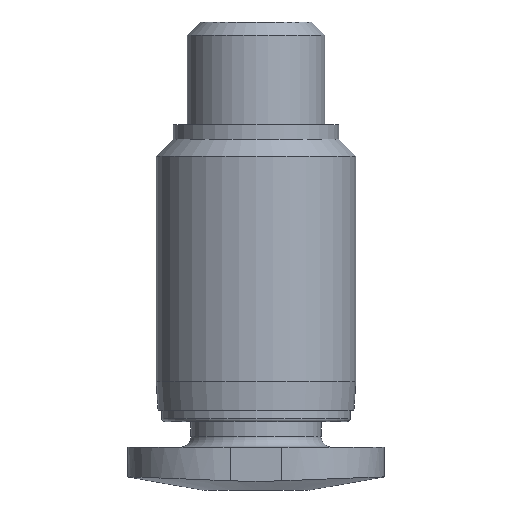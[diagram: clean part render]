
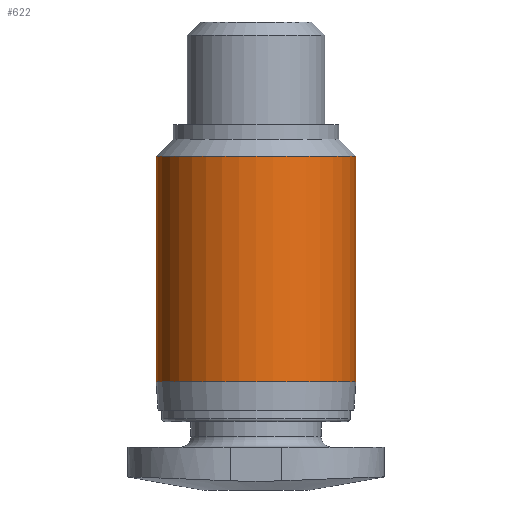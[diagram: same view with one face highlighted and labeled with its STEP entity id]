
A CAD part, front view. The second image highlights one B-rep face of the part: STEP entity #622.
In plain terms, the highlighted cylindrical face has radius 3.5 mm (diameter 7 mm), a full revolution.
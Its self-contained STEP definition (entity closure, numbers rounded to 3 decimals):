
#41=CYLINDRICAL_SURFACE('',#671,3.5);
#107=ORIENTED_EDGE('',*,*,#194,.F.);
#108=ORIENTED_EDGE('',*,*,#193,.T.);
#193=EDGE_CURVE('',#241,#241,#277,.T.);
#194=EDGE_CURVE('',#242,#242,#278,.T.);
#241=VERTEX_POINT('',#859);
#242=VERTEX_POINT('',#862);
#277=CIRCLE('',#670,3.5);
#278=CIRCLE('',#672,3.5);
#306=EDGE_LOOP('',(#107));
#307=EDGE_LOOP('',(#108));
#356=FACE_BOUND('',#306,.T.);
#357=FACE_BOUND('',#307,.T.);
#622=ADVANCED_FACE('',(#356,#357),#41,.T.);
#670=AXIS2_PLACEMENT_3D('',#858,#748,#749);
#671=AXIS2_PLACEMENT_3D('',#860,#750,#751);
#672=AXIS2_PLACEMENT_3D('',#861,#752,#753);
#748=DIRECTION('',(0.,0.,1.));
#749=DIRECTION('',(1.,0.,0.));
#750=DIRECTION('',(0.,0.,1.));
#751=DIRECTION('',(1.,0.,0.));
#752=DIRECTION('',(0.,0.,1.));
#753=DIRECTION('',(1.,0.,0.));
#858=CARTESIAN_POINT('',(0.,0.,-9.));
#859=CARTESIAN_POINT('',(3.5,0.,-9.));
#860=CARTESIAN_POINT('',(0.,0.,0.));
#861=CARTESIAN_POINT('',(0.,0.,-1.1));
#862=CARTESIAN_POINT('',(3.5,0.,-1.1));
